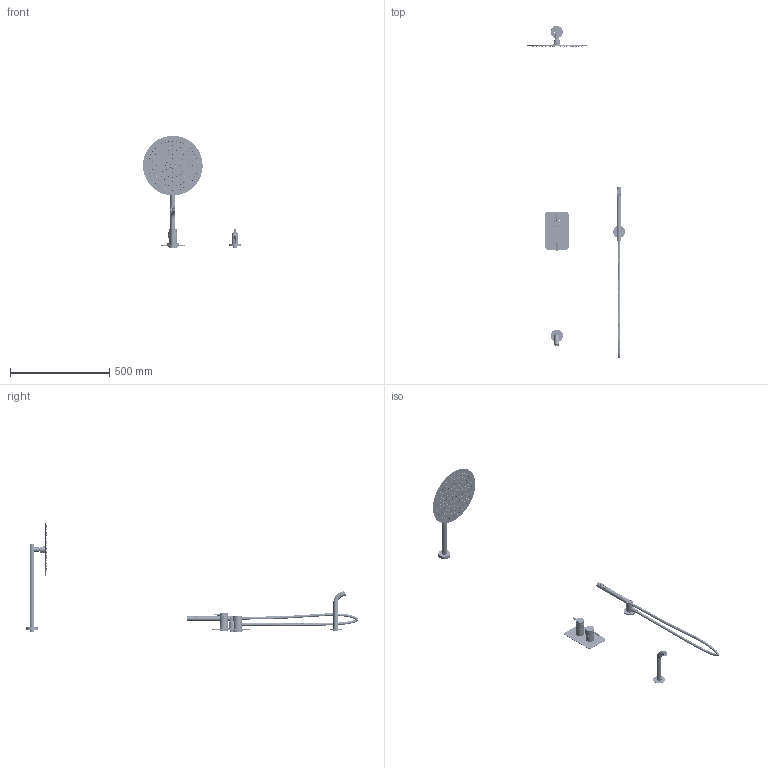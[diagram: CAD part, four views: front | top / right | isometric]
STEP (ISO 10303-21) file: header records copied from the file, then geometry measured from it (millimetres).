
FILE_DESCRIPTION (( 'STEP AP203' ), '1' );
FILE_NAME ('59C313119.STEP', '2026-01-07T11:21:15', ( '' ), ( '' ), 'SwSTEP 2.0', 'SolidWorks 2025', '' );
FILE_SCHEMA (( 'CONFIG_CONTROL_DESIGN' ));
Products named in the file (1): 59C313119
Bounding box: 492.69 x 1668.88 x 565.32 mm (x, y, z)
Surface area: 755701 mm2 (no closed solid volume)
Topology: 0 solids, 30 shells, 5831 faces, 15046 edges, 9891 vertices
Faces by surface type: bspline 1834, cylinder 1625, plane 1475, cone 855, torus 36, sphere 6
Entity records: 260324 total; most frequent: CARTESIAN_POINT 124285, ORIENTED_EDGE 29978, DIRECTION 26537, EDGE_CURVE 14991, AXIS2_PLACEMENT_3D 11224, VERTEX_POINT 9891, EDGE_LOOP 7272, CIRCLE 7226
